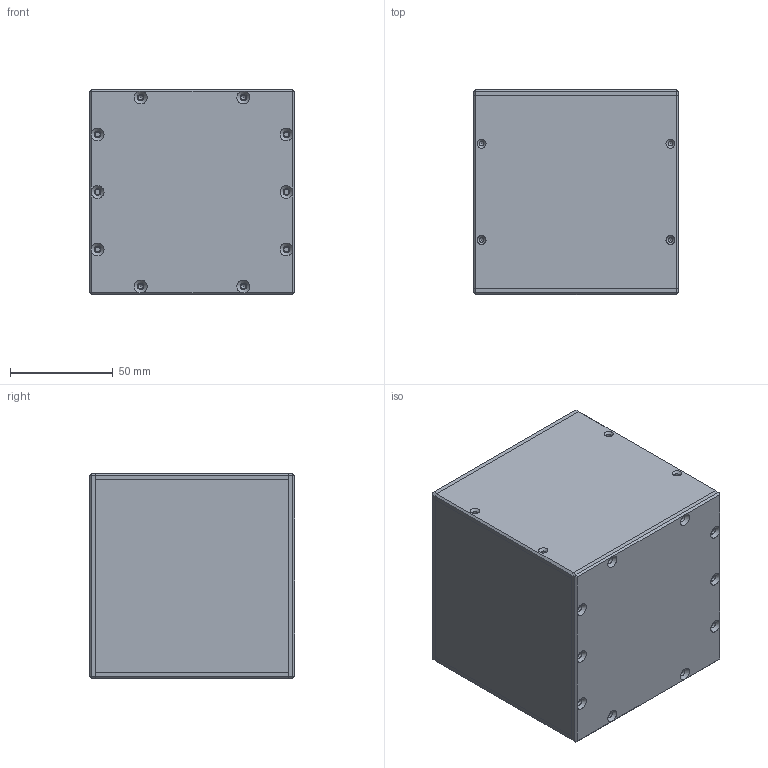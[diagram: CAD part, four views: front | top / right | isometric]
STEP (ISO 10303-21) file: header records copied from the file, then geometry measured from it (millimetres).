
FILE_DESCRIPTION(/* description */ (''),/* implementation_level */ '2;1');
FILE_NAME(/* name */ '1U_Satellite.stp',/* time_stamp */ '2022-08-06T02:18:35+10:00',/* author */ ('Aditya Bansal'),/* organization */ (''),/* preprocessor_version */ 'ST-DEVELOPER v19',/* originating_system */ 'Autodesk Inventor 2023',/* authorisation */ '');
FILE_SCHEMA (('AUTOMOTIVE_DESIGN { 1 0 10303 214 3 1 1 }'));
Length unit declared in the file: millimetre
Products named in the file (7): 1U_Satellite; TopPanel; LeftPanel; TopPanel_1; FrontPanel; LeftPanel_1; FrontPanel_1
Assembly tree (6 placements, depth 2):
  1U_Satellite
    TopPanel
    LeftPanel
    TopPanel_1
    FrontPanel
    LeftPanel_1
    FrontPanel_1
Bounding box: 100 x 100 x 100 mm (x, y, z)
Volume: 243244.4 mm3; surface area: 129063.8 mm2
Topology: 6 solids, 6 shells, 238 faces, 682 edges, 430 vertices
Faces by surface type: plane 122, cylinder 68, cone 48
Full cylindrical faces by diameter (mm): 2.2 x8, 2.459 x18, 2.642 x4, 3.2 x14
Entity records: 7983 total; most frequent: CARTESIAN_POINT 1405, ORIENTED_EDGE 1332, DIRECTION 1330, EDGE_CURVE 666, LINE 446, VECTOR 446, AXIS2_PLACEMENT_3D 442, VERTEX_POINT 430
